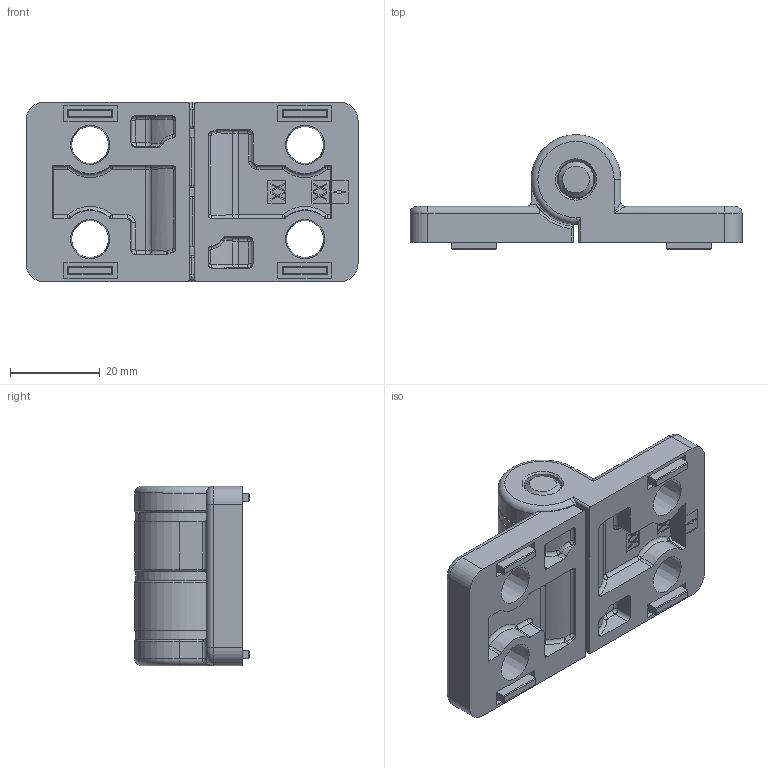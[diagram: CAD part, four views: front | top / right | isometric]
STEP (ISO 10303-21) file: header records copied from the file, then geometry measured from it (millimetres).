
FILE_DESCRIPTION (( 'STEP AP214' ), '1' );
FILE_NAME ('095z4045f10s.STEP', '2014-11-27T12:45:46', ( 'Admin' ), ( 'Hewlett-Packard Company' ), 'SwSTEP 2.0', 'SolidWorks 2014', '' );
FILE_SCHEMA (( 'AUTOMOTIVE_DESIGN' ));
Length unit declared in the file: millimetre
Products named in the file (5): 095z40_095 z 45 f10 r; 095z40_095 z 40 f10 r; 095z4045f10s; 095z-01_095z.01; 095z-02_095Z.02
Assembly tree (6 placements, depth 2):
  095z4045f10s
    095z40_095 z 40 f10 r
    095z40_095 z 45 f10 r
    095z-02_095Z.02  x3
    095z-01_095z.01
Bounding box: 74 x 25.5 x 40 mm (x, y, z)
Volume: 28416.4 mm3; surface area: 16732.7 mm2
Topology: 6 solids, 6 shells, 405 faces, 996 edges, 616 vertices
Faces by surface type: plane 192, cylinder 98, bspline 70, torus 27, cone 18
Full cylindrical faces by diameter (mm): 7.9 x3, 8 x4, 8.4 x2, 19.7 x3
Entity records: 12797 total; most frequent: CARTESIAN_POINT 3897, ORIENTED_EDGE 1894, DIRECTION 1637, EDGE_CURVE 947, VERTEX_POINT 598, AXIS2_PLACEMENT_3D 546, VECTOR 545, LINE 545
